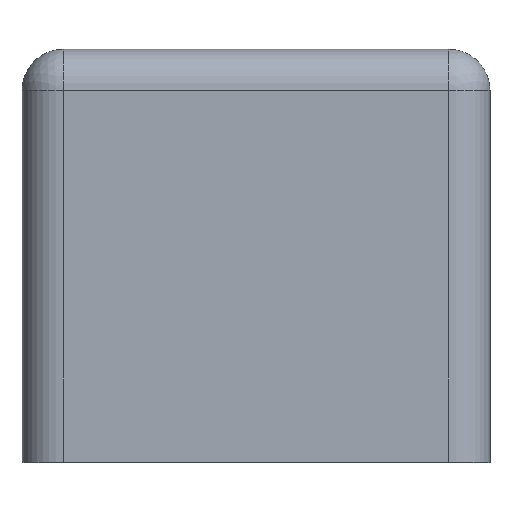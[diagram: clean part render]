
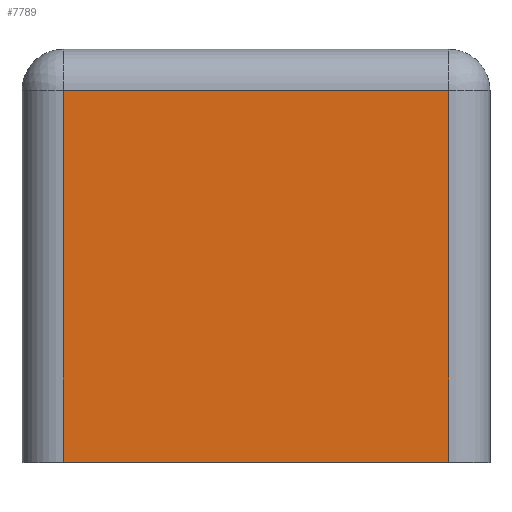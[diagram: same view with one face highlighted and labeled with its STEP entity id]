
A CAD part, top view. The second image highlights one B-rep face of the part: STEP entity #7789.
In plain terms, the highlighted planar face has unit normal (0, 0, 1).
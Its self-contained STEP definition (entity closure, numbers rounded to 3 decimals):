
#676=FACE_OUTER_BOUND('',#1095,.T.);
#1095=EDGE_LOOP('',(#5464,#5465,#5466,#5467));
#1546=LINE('',#11529,#2404);
#1549=LINE('',#11552,#2407);
#1551=LINE('',#11555,#2409);
#1557=LINE('',#11575,#2415);
#2404=VECTOR('',#9287,10.);
#2407=VECTOR('',#9314,10.);
#2409=VECTOR('',#9318,10.);
#2415=VECTOR('',#9344,10.);
#3506=VERTEX_POINT('',#11519);
#3508=VERTEX_POINT('',#11525);
#3515=VERTEX_POINT('',#11545);
#3517=VERTEX_POINT('',#11550);
#4249=EDGE_CURVE('',#3506,#3508,#1546,.T.);
#4260=EDGE_CURVE('',#3517,#3515,#1549,.T.);
#4262=EDGE_CURVE('',#3515,#3506,#1551,.T.);
#4272=EDGE_CURVE('',#3517,#3508,#1557,.T.);
#5464=ORIENTED_EDGE('',*,*,#4249,.F.);
#5465=ORIENTED_EDGE('',*,*,#4262,.F.);
#5466=ORIENTED_EDGE('',*,*,#4260,.F.);
#5467=ORIENTED_EDGE('',*,*,#4272,.T.);
#7453=PLANE('',#8482);
#7789=ADVANCED_FACE('',(#676),#7453,.T.);
#8482=AXIS2_PLACEMENT_3D('',#11574,#9342,#9343);
#9287=DIRECTION('',(0.,-1.,0.));
#9314=DIRECTION('',(0.,1.,0.));
#9318=DIRECTION('',(1.,0.,0.));
#9342=DIRECTION('center_axis',(0.,0.,1.));
#9343=DIRECTION('ref_axis',(1.,0.,0.));
#9344=DIRECTION('',(1.,0.,0.));
#11519=CARTESIAN_POINT('',(7.,13.5,6.));
#11525=CARTESIAN_POINT('',(7.,0.,6.));
#11529=CARTESIAN_POINT('',(7.,0.,6.));
#11545=CARTESIAN_POINT('',(-7.,13.5,6.));
#11550=CARTESIAN_POINT('',(-7.,0.,6.));
#11552=CARTESIAN_POINT('',(-7.,0.,6.));
#11555=CARTESIAN_POINT('',(-4.25,13.5,6.));
#11574=CARTESIAN_POINT('Origin',(-8.5,0.,6.));
#11575=CARTESIAN_POINT('',(-8.5,0.,6.));
